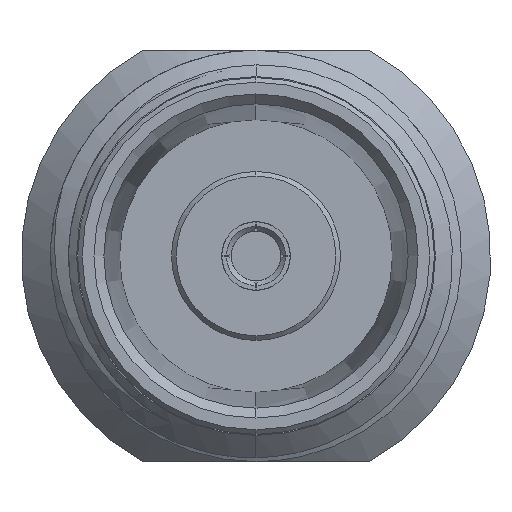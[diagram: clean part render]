
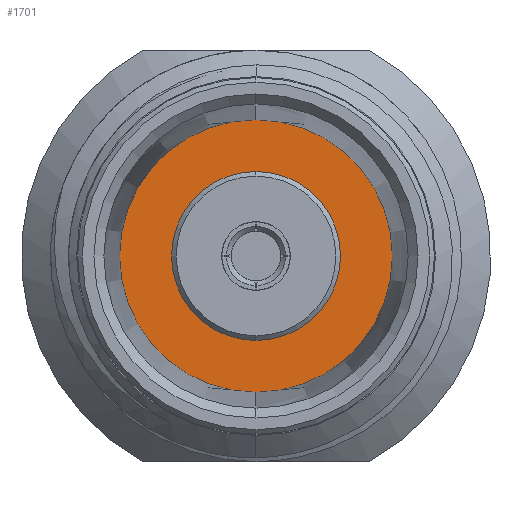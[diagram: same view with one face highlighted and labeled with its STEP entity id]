
A CAD part, left-side view. The second image highlights one B-rep face of the part: STEP entity #1701.
In plain terms, the highlighted planar face has unit normal (-1, 0, 0).
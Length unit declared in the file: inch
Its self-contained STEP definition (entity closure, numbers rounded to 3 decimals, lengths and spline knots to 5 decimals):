
#572 = CARTESIAN_POINT ( 'NONE',  ( 0.33, 0., 0. ) ) ;
#764 = DIRECTION ( 'NONE',  ( 0., 0., 1. ) ) ;
#876 = ORIENTED_EDGE ( 'NONE', *, *, #2087, .F. ) ;
#1373 = ORIENTED_EDGE ( 'NONE', *, *, #6861, .T. ) ;
#1412 = DIRECTION ( 'NONE',  ( 0., 0., 1. ) ) ;
#1450 = CARTESIAN_POINT ( 'NONE',  ( 0.33, 0., 0. ) ) ;
#1528 = VERTEX_POINT ( 'NONE', #4829 ) ;
#1701 = ADVANCED_FACE ( 'NONE', ( #6919, #4541 ), #3218, .T. ) ;
#1992 = DIRECTION ( 'NONE',  ( 0., 0., 1. ) ) ;
#2031 = DIRECTION ( 'NONE',  ( -1., 0., 0. ) ) ;
#2036 = CIRCLE ( 'NONE', #7962, 0.14521 ) ;
#2087 = EDGE_CURVE ( 'NONE', #7612, #1528, #4563, .T. ) ;
#2240 = CARTESIAN_POINT ( 'NONE',  ( 0.33, 0., 0.14521 ) ) ;
#2529 = CARTESIAN_POINT ( 'NONE',  ( 0.33, 0., 0. ) ) ;
#2653 = CARTESIAN_POINT ( 'NONE',  ( 0.33, 0., 0. ) ) ;
#2925 = AXIS2_PLACEMENT_3D ( 'NONE', #3841, #2031, #1992 ) ;
#3059 = CIRCLE ( 'NONE', #3963, 0.14521 ) ;
#3218 = PLANE ( 'NONE',  #4818 ) ;
#3743 = DIRECTION ( 'NONE',  ( -1., 0., 0. ) ) ;
#3820 = CIRCLE ( 'NONE', #2925, 0.09 ) ;
#3841 = CARTESIAN_POINT ( 'NONE',  ( 0.33, 0., 0. ) ) ;
#3848 = VERTEX_POINT ( 'NONE', #2240 ) ;
#3890 = DIRECTION ( 'NONE',  ( -1., 0., 0. ) ) ;
#3963 = AXIS2_PLACEMENT_3D ( 'NONE', #1450, #3890, #1412 ) ;
#4263 = EDGE_LOOP ( 'NONE', ( #1373, #6402 ) ) ;
#4541 = FACE_OUTER_BOUND ( 'NONE', #4263, .T. ) ;
#4563 = CIRCLE ( 'NONE', #6739, 0.09 ) ;
#4795 = VERTEX_POINT ( 'NONE', #7120 ) ;
#4818 = AXIS2_PLACEMENT_3D ( 'NONE', #2653, #7448, #764 ) ;
#4828 = EDGE_LOOP ( 'NONE', ( #876, #7824 ) ) ;
#4829 = CARTESIAN_POINT ( 'NONE',  ( 0.33, 0., 0.09 ) ) ;
#4976 = DIRECTION ( 'NONE',  ( -1., 0., 0. ) ) ;
#5669 = EDGE_CURVE ( 'NONE', #1528, #7612, #3820, .T. ) ;
#6402 = ORIENTED_EDGE ( 'NONE', *, *, #7576, .T. ) ;
#6437 = CARTESIAN_POINT ( 'NONE',  ( 0.33, 0., -0.09 ) ) ;
#6739 = AXIS2_PLACEMENT_3D ( 'NONE', #2529, #4976, #7438 ) ;
#6861 = EDGE_CURVE ( 'NONE', #3848, #4795, #3059, .T. ) ;
#6919 = FACE_BOUND ( 'NONE', #4828, .T. ) ;
#7120 = CARTESIAN_POINT ( 'NONE',  ( 0.33, 0., -0.14521 ) ) ;
#7438 = DIRECTION ( 'NONE',  ( 0., 0., 1. ) ) ;
#7448 = DIRECTION ( 'NONE',  ( -1., 0., 0. ) ) ;
#7489 = DIRECTION ( 'NONE',  ( 0., 0., 1. ) ) ;
#7576 = EDGE_CURVE ( 'NONE', #4795, #3848, #2036, .T. ) ;
#7612 = VERTEX_POINT ( 'NONE', #6437 ) ;
#7824 = ORIENTED_EDGE ( 'NONE', *, *, #5669, .F. ) ;
#7962 = AXIS2_PLACEMENT_3D ( 'NONE', #572, #3743, #7489 ) ;
